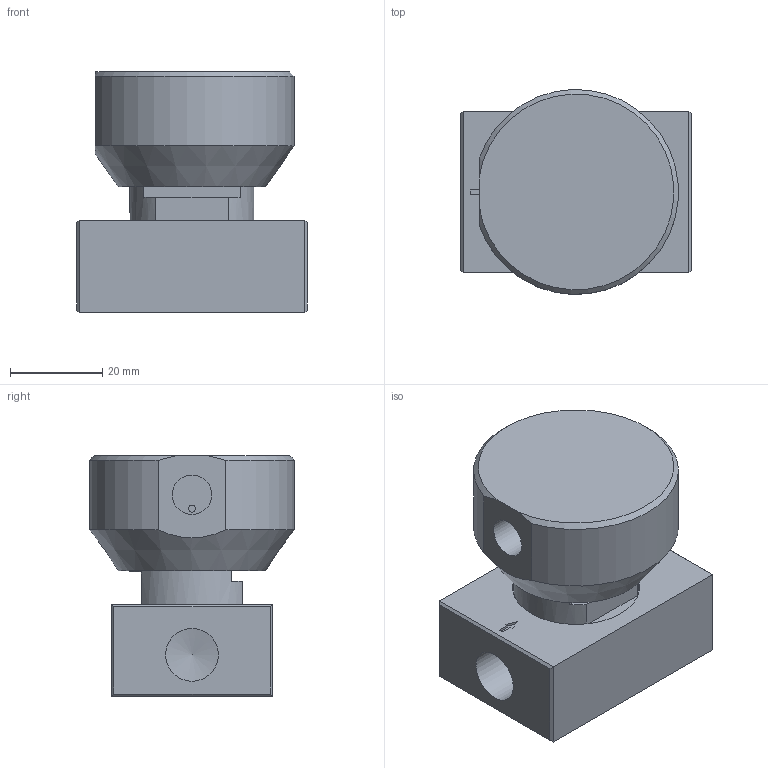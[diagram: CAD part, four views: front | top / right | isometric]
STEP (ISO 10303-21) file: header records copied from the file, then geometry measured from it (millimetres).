
FILE_DESCRIPTION( ( 'Volumenmodell' ), '1' );
FILE_NAME( '8591127.0000.00000.stp', '15.05.2014', ( 'PLu' ), ( 'Buschjost GmbH' ), 'PSStep 15.0.49', 'Solid Edge ST5', ' ' );
FILE_SCHEMA( ( 'AUTOMOTIVE_DESIGN { 1 0 10303 214 1 1 1 1 }' ) );
Length unit declared in the file: millimetre
Products named in the file (6): 1703057.0000.00000; 1703045.0000.00000; 1703050.0000.00000; DIN 472 - 29x1,2; Assem1; 1703929.0000.00000
Assembly tree (5 placements, depth 3):
  Assem1
    1703929.0000.00000
    1703057.0000.00000
      1703045.0000.00000
      1703050.0000.00000
      DIN 472 - 29x1,2
Bounding box: 50 x 44.46 x 52.25 mm (x, y, z)
Volume: 69081.4 mm3; surface area: 19930.4 mm2
Topology: 4 solids, 4 shells, 86 faces, 193 edges, 125 vertices
Faces by surface type: plane 48, cylinder 30, cone 8
Full cylindrical faces by diameter (mm): 1.5 x2, 2 x2, 4.134 x4, 8.566 x2, 11.445 x2, 18.5 x1, 18.917 x2, 20 x1, 27.5 x1, 28 x1, 28.1 x1, 29 x1, 30.5 x1
Entity records: 2994 total; most frequent: CARTESIAN_POINT 410, DIRECTION 396, ORIENTED_EDGE 302, AXIS2_PLACEMENT_3D 156, EDGE_CURVE 151, EDGE_LOOP 128, VERTEX_POINT 116, FACE_OUTER_BOUND 107
